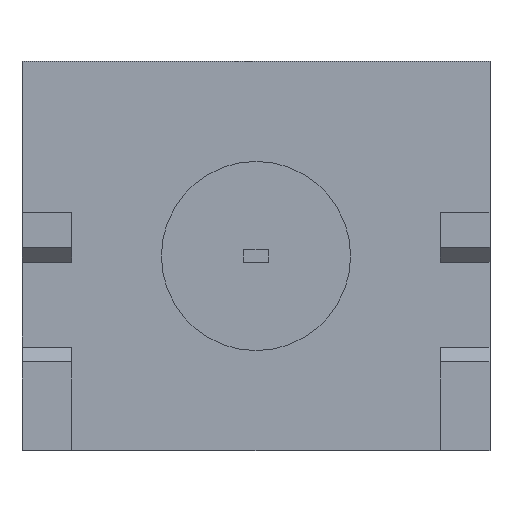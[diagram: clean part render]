
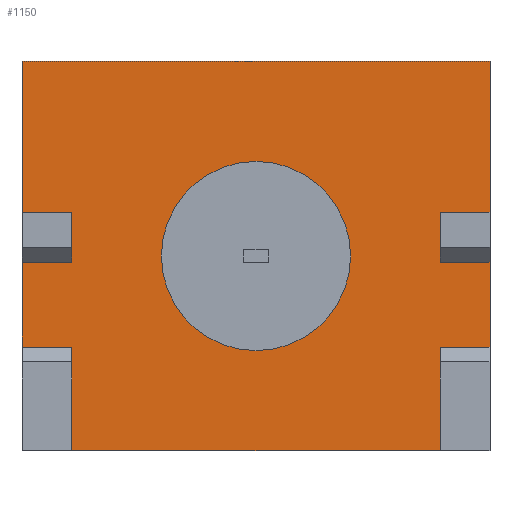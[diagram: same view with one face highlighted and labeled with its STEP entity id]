
A CAD part, front view. The second image highlights one B-rep face of the part: STEP entity #1150.
In plain terms, the highlighted planar face has unit normal (0, -1, 0).
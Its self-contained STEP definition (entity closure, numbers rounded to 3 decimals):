
#104=LINE('',#1744,#202);
#112=LINE('',#1761,#210);
#117=LINE('',#1770,#215);
#127=LINE('',#1793,#225);
#131=LINE('',#1800,#229);
#134=LINE('',#1806,#232);
#139=LINE('',#1817,#237);
#142=LINE('',#1822,#240);
#147=LINE('',#1830,#245);
#148=LINE('',#1831,#246);
#149=LINE('',#1834,#247);
#158=LINE('',#1851,#256);
#162=LINE('',#1858,#260);
#164=LINE('',#1861,#262);
#167=LINE('',#1868,#265);
#169=LINE('',#1871,#267);
#202=VECTOR('',#1412,10.);
#210=VECTOR('',#1422,10.);
#215=VECTOR('',#1427,10.);
#225=VECTOR('',#1443,10.);
#229=VECTOR('',#1449,10.);
#232=VECTOR('',#1454,10.);
#237=VECTOR('',#1463,10.);
#240=VECTOR('',#1468,10.);
#245=VECTOR('',#1477,10.);
#246=VECTOR('',#1478,10.);
#247=VECTOR('',#1481,10.);
#256=VECTOR('',#1496,10.);
#260=VECTOR('',#1502,10.);
#262=VECTOR('',#1506,10.);
#265=VECTOR('',#1513,10.);
#267=VECTOR('',#1517,10.);
#332=PLANE('',#1316);
#359=FACE_BOUND('',#486,.T.);
#406=FACE_OUTER_BOUND('',#485,.T.);
#485=EDGE_LOOP('',(#953,#954,#955,#956,#957,#958,#959,#960,#961,#962,#963,
#964,#965,#966,#967,#968));
#486=EDGE_LOOP('',(#969));
#552=CIRCLE('',#1317,1.926);
#584=VERTEX_POINT('',#1742);
#585=VERTEX_POINT('',#1743);
#592=VERTEX_POINT('',#1758);
#593=VERTEX_POINT('',#1760);
#597=VERTEX_POINT('',#1768);
#606=VERTEX_POINT('',#1791);
#607=VERTEX_POINT('',#1792);
#609=VERTEX_POINT('',#1799);
#611=VERTEX_POINT('',#1805);
#614=VERTEX_POINT('',#1814);
#615=VERTEX_POINT('',#1816);
#616=VERTEX_POINT('',#1821);
#618=VERTEX_POINT('',#1833);
#623=VERTEX_POINT('',#1850);
#625=VERTEX_POINT('',#1856);
#627=VERTEX_POINT('',#1866);
#633=VERTEX_POINT('',#1889);
#683=EDGE_CURVE('',#584,#585,#104,.T.);
#691=EDGE_CURVE('',#592,#593,#112,.T.);
#696=EDGE_CURVE('',#597,#584,#117,.T.);
#706=EDGE_CURVE('',#606,#607,#127,.T.);
#710=EDGE_CURVE('',#609,#606,#131,.T.);
#713=EDGE_CURVE('',#611,#609,#134,.T.);
#718=EDGE_CURVE('',#615,#614,#139,.T.);
#721=EDGE_CURVE('',#616,#615,#142,.T.);
#726=EDGE_CURVE('',#585,#607,#147,.T.);
#727=EDGE_CURVE('',#611,#614,#148,.T.);
#728=EDGE_CURVE('',#616,#618,#149,.T.);
#737=EDGE_CURVE('',#597,#623,#158,.T.);
#741=EDGE_CURVE('',#623,#625,#162,.T.);
#743=EDGE_CURVE('',#625,#593,#164,.T.);
#746=EDGE_CURVE('',#592,#627,#167,.T.);
#748=EDGE_CURVE('',#627,#618,#169,.T.);
#754=EDGE_CURVE('',#633,#633,#552,.T.);
#953=ORIENTED_EDGE('',*,*,#743,.T.);
#954=ORIENTED_EDGE('',*,*,#691,.F.);
#955=ORIENTED_EDGE('',*,*,#746,.T.);
#956=ORIENTED_EDGE('',*,*,#748,.T.);
#957=ORIENTED_EDGE('',*,*,#728,.F.);
#958=ORIENTED_EDGE('',*,*,#721,.T.);
#959=ORIENTED_EDGE('',*,*,#718,.T.);
#960=ORIENTED_EDGE('',*,*,#727,.F.);
#961=ORIENTED_EDGE('',*,*,#713,.T.);
#962=ORIENTED_EDGE('',*,*,#710,.T.);
#963=ORIENTED_EDGE('',*,*,#706,.T.);
#964=ORIENTED_EDGE('',*,*,#726,.F.);
#965=ORIENTED_EDGE('',*,*,#683,.F.);
#966=ORIENTED_EDGE('',*,*,#696,.F.);
#967=ORIENTED_EDGE('',*,*,#737,.T.);
#968=ORIENTED_EDGE('',*,*,#741,.T.);
#969=ORIENTED_EDGE('',*,*,#754,.T.);
#1150=ADVANCED_FACE('',(#406,#359),#332,.T.);
#1316=AXIS2_PLACEMENT_3D('',#1888,#1540,#1541);
#1317=AXIS2_PLACEMENT_3D('',#1890,#1542,#1543);
#1412=DIRECTION('',(1.,0.,0.));
#1422=DIRECTION('',(0.,0.,1.));
#1427=DIRECTION('',(0.,0.,1.));
#1443=DIRECTION('',(1.,0.,0.));
#1449=DIRECTION('',(0.,0.,1.));
#1454=DIRECTION('',(-1.,0.,0.));
#1463=DIRECTION('',(1.,0.,0.));
#1468=DIRECTION('',(0.,0.,1.));
#1477=DIRECTION('',(0.,0.,-1.));
#1478=DIRECTION('',(0.,0.,-1.));
#1481=DIRECTION('',(-1.,0.,0.));
#1496=DIRECTION('',(1.,0.,0.));
#1502=DIRECTION('',(0.,0.,-1.));
#1506=DIRECTION('',(-1.,0.,0.));
#1513=DIRECTION('',(1.,0.,0.));
#1517=DIRECTION('',(0.,0.,-1.));
#1540=DIRECTION('center_axis',(0.,-1.,0.));
#1541=DIRECTION('ref_axis',(0.,0.,-1.));
#1542=DIRECTION('center_axis',(0.,1.,0.));
#1543=DIRECTION('ref_axis',(-1.,0.,0.));
#1742=CARTESIAN_POINT('',(-4.763,-3.962,4.089));
#1743=CARTESIAN_POINT('',(4.763,-3.962,4.089));
#1744=CARTESIAN_POINT('',(0.,-3.962,4.089));
#1758=CARTESIAN_POINT('',(-4.763,-3.962,-1.727));
#1760=CARTESIAN_POINT('',(-4.763,-3.962,0.));
#1761=CARTESIAN_POINT('',(-4.763,-3.962,4.089));
#1768=CARTESIAN_POINT('',(-4.763,-3.962,1.016));
#1770=CARTESIAN_POINT('',(-4.763,-3.962,4.089));
#1791=CARTESIAN_POINT('',(3.747,-3.962,1.016));
#1792=CARTESIAN_POINT('',(4.763,-3.962,1.016));
#1793=CARTESIAN_POINT('',(2.381,-3.962,1.016));
#1799=CARTESIAN_POINT('',(3.747,-3.962,0.));
#1800=CARTESIAN_POINT('',(3.747,-3.962,2.299));
#1805=CARTESIAN_POINT('',(4.763,-3.962,0.));
#1806=CARTESIAN_POINT('',(2.381,-3.962,0.));
#1814=CARTESIAN_POINT('',(4.763,-3.962,-1.727));
#1816=CARTESIAN_POINT('',(3.747,-3.962,-1.727));
#1817=CARTESIAN_POINT('',(2.381,-3.962,-1.727));
#1821=CARTESIAN_POINT('',(3.747,-3.962,-3.835));
#1822=CARTESIAN_POINT('',(3.747,-3.962,0.654));
#1830=CARTESIAN_POINT('',(4.763,-3.962,4.089));
#1831=CARTESIAN_POINT('',(4.763,-3.962,4.089));
#1833=CARTESIAN_POINT('',(-3.747,-3.962,-3.835));
#1834=CARTESIAN_POINT('',(0.,-3.962,-3.835));
#1850=CARTESIAN_POINT('',(-3.747,-3.962,1.016));
#1851=CARTESIAN_POINT('',(-2.381,-3.962,1.016));
#1856=CARTESIAN_POINT('',(-3.747,-3.962,0.));
#1858=CARTESIAN_POINT('',(-3.747,-3.962,2.299));
#1861=CARTESIAN_POINT('',(-2.381,-3.962,0.));
#1866=CARTESIAN_POINT('',(-3.747,-3.962,-1.727));
#1868=CARTESIAN_POINT('',(-2.381,-3.962,-1.727));
#1871=CARTESIAN_POINT('',(-3.747,-3.962,0.654));
#1888=CARTESIAN_POINT('Origin',(0.,-3.962,4.089));
#1889=CARTESIAN_POINT('',(1.926,-3.962,0.127));
#1890=CARTESIAN_POINT('Origin',(0.,-3.962,0.127));
